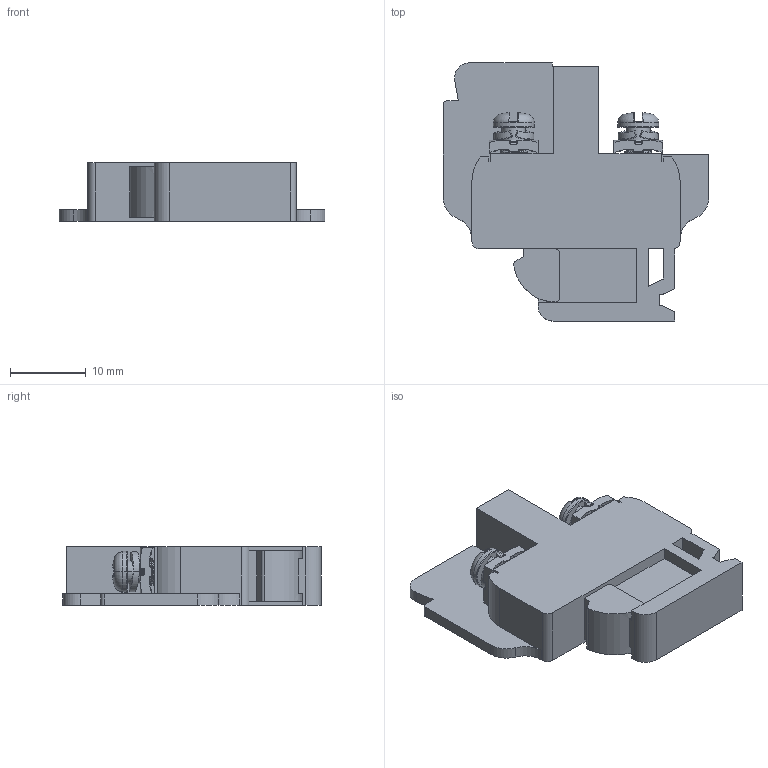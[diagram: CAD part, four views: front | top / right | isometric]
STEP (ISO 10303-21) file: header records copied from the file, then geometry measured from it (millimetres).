
FILE_DESCRIPTION((''),'2;1');
FILE_NAME('JF5-1_5N','2023-11-07T',('dell'),(''),'PRO/ENGINEER BY PARAMETRIC TECHNOLOGY CORPORATION, 2013230','PRO/ENGINEER BY PARAMETRIC TECHNOLOGY CORPORATION, 2013230','');
FILE_SCHEMA(('AUTOMOTIVE_DESIGN { 1 0 10303 214 1 1 1 1 }'));
Length unit declared in the file: millimetre
Products named in the file (1): JF5-1_5N
Bounding box: 35 x 34 x 7.7 mm (x, y, z)
Volume: 4744.7 mm3; surface area: 3284.4 mm2
Topology: 1 solids, 1 shells, 491 faces, 1362 edges, 844 vertices
Faces by surface type: cylinder 169, plane 130, bspline 72, torus 68, sphere 28, cone 24
Entity records: 21064 total; most frequent: CARTESIAN_POINT 9044, ORIENTED_EDGE 2660, DIRECTION 2379, EDGE_CURVE 1330, AXIS2_PLACEMENT_3D 924, VERTEX_POINT 844, VECTOR 531, LINE 531
